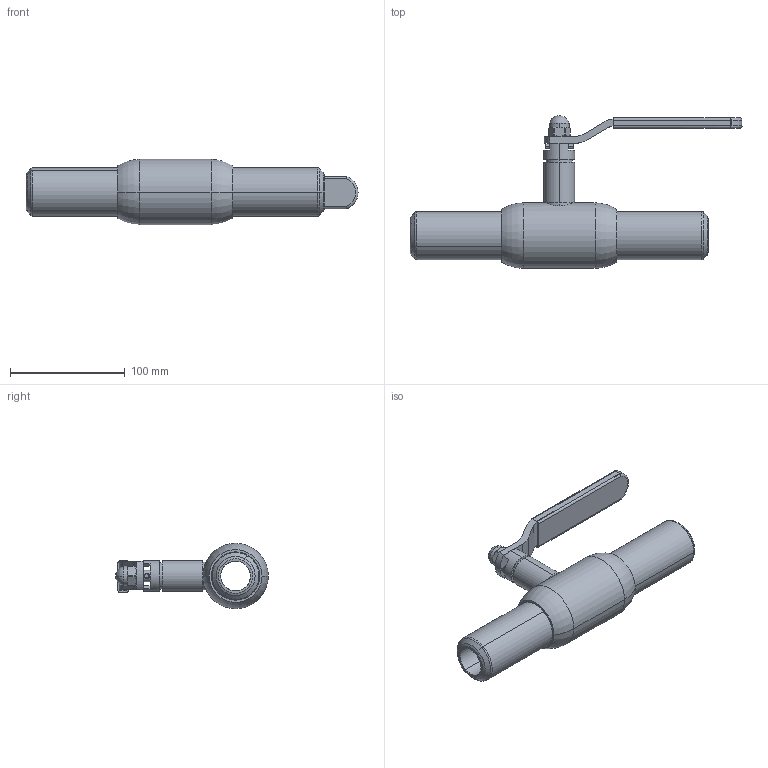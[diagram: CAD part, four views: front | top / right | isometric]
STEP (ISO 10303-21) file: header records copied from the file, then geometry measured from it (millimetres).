
FILE_DESCRIPTION (( 'STEP AP214' ), '1' );
FILE_NAME ('通径DN25焊接球阀.STEP', '2026-01-28T02:06:40', ( '' ), ( '' ), 'SwSTEP 2.0', 'SolidWorks 2022', '' );
FILE_SCHEMA (( 'AUTOMOTIVE_DESIGN' ));
Length unit declared in the file: millimetre
Products named in the file (9): Q61F-32-3概裝; Q61F-32-17參杶; Q61F-32-1概极麻こ; Q61F-32-16球阀把手; Q61F-25-5粣杶; 25籵噤 傻諉 -梓袧; Q61F-32-18概裝蹟譫; Q61F-32-15詩种; 籵噤DN25爾諉⑩概
Assembly tree (9 placements, depth 2):
  籵噤DN25爾諉⑩概
    Q61F-32-1概极麻こ
    Q61F-32-3概裝
    Q61F-32-18概裝蹟譫
    Q61F-32-17參杶
    Q61F-25-5粣杶
    Q61F-32-16球阀把手
    Q61F-32-15詩种
    25籵噤 傻諉 -梓袧  x2
Bounding box: 289.28 x 133 x 57 mm (x, y, z)
Volume: 304848.5 mm3; surface area: 124720 mm2
Topology: 9 solids, 9 shells, 192 faces, 437 edges, 270 vertices
Faces by surface type: cylinder 74, plane 60, cone 34, torus 18, bspline 4, sphere 2
Entity records: 9262 total; most frequent: CARTESIAN_POINT 4724, DIRECTION 877, ORIENTED_EDGE 786, EDGE_CURVE 393, AXIS2_PLACEMENT_3D 359, VERTEX_POINT 246, EDGE_LOOP 191, CIRCLE 180
